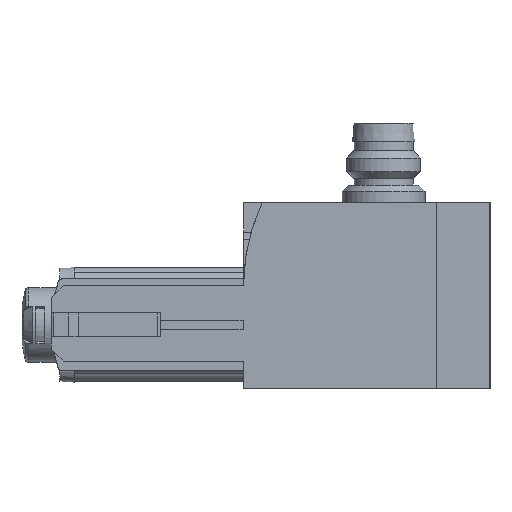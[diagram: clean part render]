
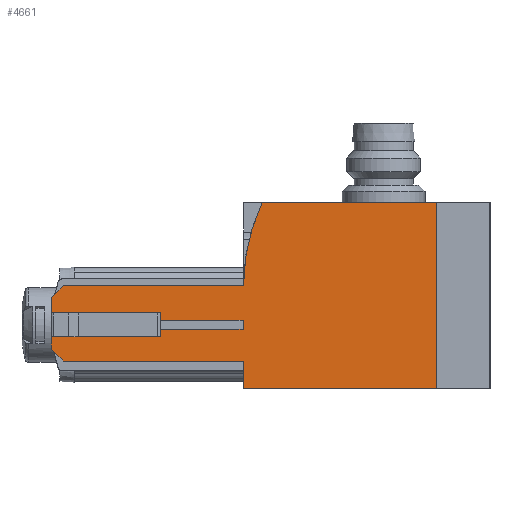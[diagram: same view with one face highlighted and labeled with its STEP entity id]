
A CAD part, left-side view. The second image highlights one B-rep face of the part: STEP entity #4661.
In plain terms, the highlighted planar face has unit normal (-1, 0, 0).
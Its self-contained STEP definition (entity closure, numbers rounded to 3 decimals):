
#176=LINE('',#7206,#553);
#180=LINE('',#7214,#557);
#184=LINE('',#7222,#561);
#191=LINE('',#7240,#568);
#194=LINE('',#7247,#571);
#196=LINE('',#7253,#573);
#200=LINE('',#7262,#577);
#202=LINE('',#7266,#579);
#203=LINE('',#7268,#580);
#204=LINE('',#7269,#581);
#205=LINE('',#7270,#582);
#206=LINE('',#7272,#583);
#207=LINE('',#7274,#584);
#208=LINE('',#7275,#585);
#209=LINE('',#7277,#586);
#210=LINE('',#7279,#587);
#211=LINE('',#7280,#588);
#553=VECTOR('',#5784,1000.);
#557=VECTOR('',#5790,1000.);
#561=VECTOR('',#5796,1000.);
#568=VECTOR('',#5811,1000.);
#571=VECTOR('',#5816,1000.);
#573=VECTOR('',#5822,1000.);
#577=VECTOR('',#5828,1000.);
#579=VECTOR('',#5832,1000.);
#580=VECTOR('',#5833,1000.);
#581=VECTOR('',#5834,1000.);
#582=VECTOR('',#5835,1000.);
#583=VECTOR('',#5836,1000.);
#584=VECTOR('',#5837,1000.);
#585=VECTOR('',#5838,1000.);
#586=VECTOR('',#5839,1000.);
#587=VECTOR('',#5840,1000.);
#588=VECTOR('',#5841,1000.);
#917=PLANE('',#5082);
#1295=ORIENTED_EDGE('',*,*,#2419,.F.);
#1296=ORIENTED_EDGE('',*,*,#2415,.F.);
#1297=ORIENTED_EDGE('',*,*,#2440,.T.);
#1298=ORIENTED_EDGE('',*,*,#2441,.F.);
#1299=ORIENTED_EDGE('',*,*,#2434,.F.);
#1300=ORIENTED_EDGE('',*,*,#2424,.T.);
#1301=ORIENTED_EDGE('',*,*,#2428,.F.);
#1302=ORIENTED_EDGE('',*,*,#2442,.F.);
#1303=ORIENTED_EDGE('',*,*,#2438,.T.);
#1304=ORIENTED_EDGE('',*,*,#2443,.F.);
#1305=ORIENTED_EDGE('',*,*,#2444,.F.);
#1306=ORIENTED_EDGE('',*,*,#2445,.F.);
#1307=ORIENTED_EDGE('',*,*,#2411,.F.);
#1308=ORIENTED_EDGE('',*,*,#2446,.F.);
#1309=ORIENTED_EDGE('',*,*,#2447,.F.);
#1310=ORIENTED_EDGE('',*,*,#2448,.F.);
#1311=ORIENTED_EDGE('',*,*,#2431,.T.);
#1312=ORIENTED_EDGE('',*,*,#2449,.F.);
#2411=EDGE_CURVE('',#3024,#3025,#176,.T.);
#2415=EDGE_CURVE('',#3027,#3028,#180,.T.);
#2419=EDGE_CURVE('',#3028,#3031,#184,.T.);
#2424=EDGE_CURVE('',#3035,#3034,#3449,.T.);
#2428=EDGE_CURVE('',#3037,#3034,#191,.T.);
#2431=EDGE_CURVE('',#3041,#3040,#194,.T.);
#2434=EDGE_CURVE('',#3035,#3043,#196,.T.);
#2438=EDGE_CURVE('',#3047,#3046,#200,.T.);
#2440=EDGE_CURVE('',#3027,#3048,#202,.T.);
#2441=EDGE_CURVE('',#3043,#3048,#203,.T.);
#2442=EDGE_CURVE('',#3047,#3037,#204,.T.);
#2443=EDGE_CURVE('',#3049,#3046,#205,.T.);
#2444=EDGE_CURVE('',#3050,#3049,#206,.T.);
#2445=EDGE_CURVE('',#3025,#3050,#207,.T.);
#2446=EDGE_CURVE('',#3051,#3024,#208,.T.);
#2447=EDGE_CURVE('',#3052,#3051,#209,.T.);
#2448=EDGE_CURVE('',#3041,#3052,#210,.T.);
#2449=EDGE_CURVE('',#3031,#3040,#211,.T.);
#3024=VERTEX_POINT('',#7205);
#3025=VERTEX_POINT('',#7207);
#3027=VERTEX_POINT('',#7213);
#3028=VERTEX_POINT('',#7215);
#3031=VERTEX_POINT('',#7223);
#3034=VERTEX_POINT('',#7231);
#3035=VERTEX_POINT('',#7233);
#3037=VERTEX_POINT('',#7239);
#3040=VERTEX_POINT('',#7246);
#3041=VERTEX_POINT('',#7248);
#3043=VERTEX_POINT('',#7254);
#3046=VERTEX_POINT('',#7261);
#3047=VERTEX_POINT('',#7263);
#3048=VERTEX_POINT('',#7267);
#3049=VERTEX_POINT('',#7271);
#3050=VERTEX_POINT('',#7273);
#3051=VERTEX_POINT('',#7276);
#3052=VERTEX_POINT('',#7278);
#3449=CIRCLE('',#5076,20.95);
#3740=EDGE_LOOP('',(#1295,#1296,#1297,#1298,#1299,#1300,#1301,#1302,#1303,
#1304,#1305,#1306,#1307,#1308,#1309,#1310,#1311,#1312));
#4195=FACE_BOUND('',#3740,.T.);
#4661=ADVANCED_FACE('',(#4195),#917,.F.);
#5076=AXIS2_PLACEMENT_3D('',#7232,#5804,#5805);
#5082=AXIS2_PLACEMENT_3D('',#7265,#5830,#5831);
#5784=DIRECTION('',(0.,0.,1.));
#5790=DIRECTION('',(0.,0.,1.));
#5796=DIRECTION('',(0.,1.,0.));
#5804=DIRECTION('',(-1.,0.,0.));
#5805=DIRECTION('',(0.,0.,1.));
#5811=DIRECTION('',(0.,-1.,0.));
#5816=DIRECTION('',(0.,0.,-1.));
#5822=DIRECTION('',(0.,-1.,0.));
#5828=DIRECTION('',(0.,0.,-1.));
#5830=DIRECTION('',(1.,0.,0.));
#5831=DIRECTION('',(0.,0.,-1.));
#5832=DIRECTION('',(0.,-1.,0.));
#5833=DIRECTION('',(0.,0.,-1.));
#5834=DIRECTION('',(0.,-0.707,0.707));
#5835=DIRECTION('',(0.,1.,0.));
#5836=DIRECTION('',(0.,0.,1.));
#5837=DIRECTION('',(0.,1.,0.));
#5838=DIRECTION('',(0.,-1.,0.));
#5839=DIRECTION('',(0.,0.,1.));
#5840=DIRECTION('',(0.,-1.,0.));
#5841=DIRECTION('',(0.,0.707,0.707));
#7205=CARTESIAN_POINT('',(0.,21.,-3.675));
#7206=CARTESIAN_POINT('',(0.,21.,-3.675));
#7207=CARTESIAN_POINT('',(0.,21.,-2.675));
#7213=CARTESIAN_POINT('',(0.,20.95,-10.1));
#7214=CARTESIAN_POINT('',(0.,20.95,-10.1));
#7215=CARTESIAN_POINT('',(0.,20.95,-7.1));
#7222=CARTESIAN_POINT('',(0.,20.95,-7.1));
#7223=CARTESIAN_POINT('',(0.,40.5,-7.1));
#7231=CARTESIAN_POINT('',(0.,20.95,1.075));
#7232=CARTESIAN_POINT('',(0.,0.,1.075));
#7233=CARTESIAN_POINT('',(0.,18.906,10.1));
#7239=CARTESIAN_POINT('',(0.,40.5,1.075));
#7240=CARTESIAN_POINT('',(0.,40.5,1.075));
#7246=CARTESIAN_POINT('',(0.,41.8,-5.8));
#7247=CARTESIAN_POINT('',(0.,41.8,10.1));
#7248=CARTESIAN_POINT('',(0.,41.8,-4.475));
#7253=CARTESIAN_POINT('',(0.,41.8,10.1));
#7254=CARTESIAN_POINT('',(0.,0.,10.1));
#7261=CARTESIAN_POINT('',(0.,41.8,-1.875));
#7262=CARTESIAN_POINT('',(0.,41.8,10.1));
#7263=CARTESIAN_POINT('',(0.,41.8,-0.225));
#7265=CARTESIAN_POINT('',(0.,41.8,10.1));
#7266=CARTESIAN_POINT('',(0.,41.8,-10.1));
#7267=CARTESIAN_POINT('',(0.,0.,-10.1));
#7268=CARTESIAN_POINT('',(0.,0.,10.1));
#7269=CARTESIAN_POINT('',(0.,42.,-0.425));
#7270=CARTESIAN_POINT('',(0.,30.,-1.875));
#7271=CARTESIAN_POINT('',(0.,30.,-1.875));
#7272=CARTESIAN_POINT('',(0.,30.,-2.675));
#7273=CARTESIAN_POINT('',(0.,30.,-2.675));
#7274=CARTESIAN_POINT('',(0.,21.,-2.675));
#7275=CARTESIAN_POINT('',(0.,30.,-3.675));
#7276=CARTESIAN_POINT('',(0.,30.,-3.675));
#7277=CARTESIAN_POINT('',(0.,30.,-4.475));
#7278=CARTESIAN_POINT('',(0.,30.,-4.475));
#7279=CARTESIAN_POINT('',(0.,42.,-4.475));
#7280=CARTESIAN_POINT('',(0.,40.5,-7.1));
